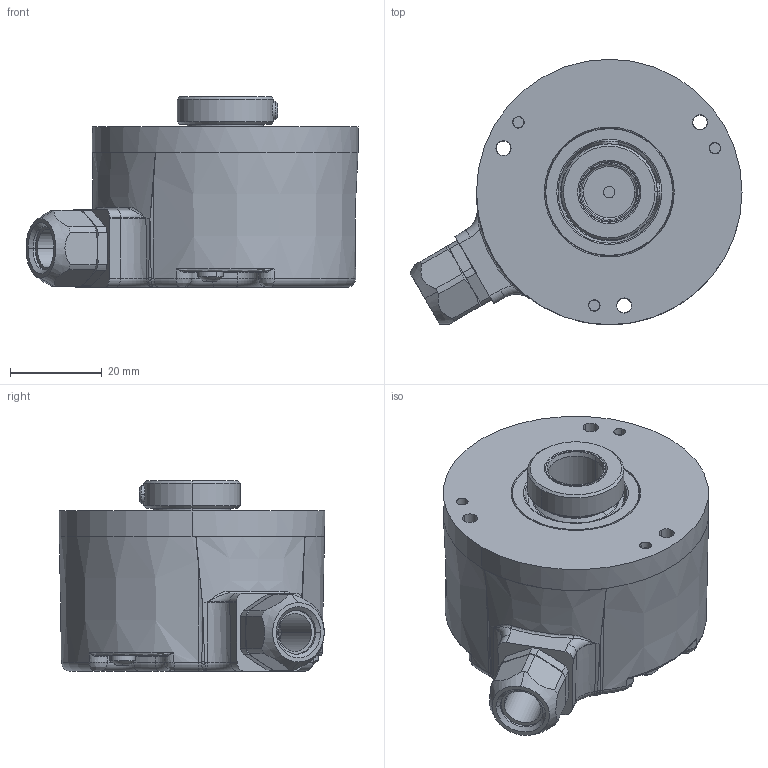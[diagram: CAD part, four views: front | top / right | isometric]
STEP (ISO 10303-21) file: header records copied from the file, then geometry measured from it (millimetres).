
FILE_DESCRIPTION((''),'2;1');
FILE_NAME('392911','2010-10-14T',('se2802'),(''),'PRO/ENGINEER BY PARAMETRIC TECHNOLOGY CORPORATION, 2010180','PRO/ENGINEER BY PARAMETRIC TECHNOLOGY CORPORATION, 2010180','');
FILE_SCHEMA(('CONFIG_CONTROL_DESIGN'));
Length unit declared in the file: millimetre
Products named in the file (1): 392911
Bounding box: 72.52 x 58 x 41.6 mm (x, y, z)
Volume: 54581.3 mm3; surface area: 35901.7 mm2
Topology: 1 solids, 1 shells, 1125 faces, 3054 edges, 1879 vertices
Faces by surface type: cylinder 367, plane 335, cone 175, torus 158, bspline 78, sphere 10, revolution 2
Entity records: 43324 total; most frequent: CARTESIAN_POINT 14783, DIRECTION 6204, ORIENTED_EDGE 6080, EDGE_CURVE 3040, AXIS2_PLACEMENT_3D 2522, VERTEX_POINT 1880, CIRCLE 1477, EDGE_LOOP 1196
